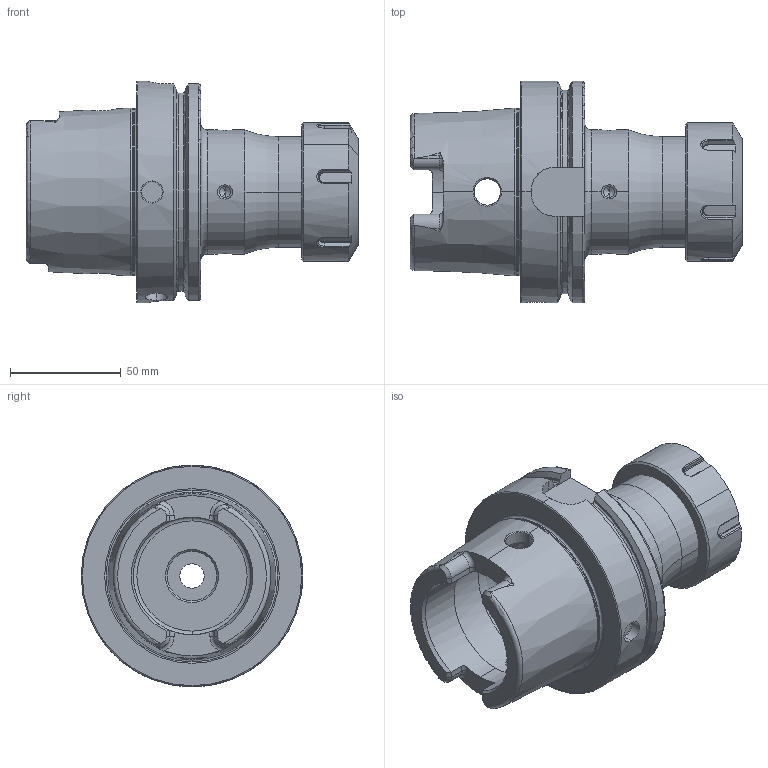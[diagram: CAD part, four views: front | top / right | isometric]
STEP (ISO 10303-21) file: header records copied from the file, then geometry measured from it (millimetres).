
FILE_DESCRIPTION (( 'STEP AP203' ), '1' );
FILE_NAME ('HA0.E40.K01.100.STEP', '2018-02-16T11:32:08', ( 'SWIAdmin' ), ( 'Hewlett-Packard Company' ), 'SwSTEP 2.0', 'SolidWorks 2017', '' );
FILE_SCHEMA (( 'CONFIG_CONTROL_DESIGN' ));
Length unit declared in the file: millimetre
Products named in the file (3): HA0.E40.K01.100; HA0-E40.K01.100_C_Fertigbearbeitung; E40-ER1.001.025
Assembly tree (2 placements, depth 2):
  HA0.E40.K01.100
    HA0-E40.K01.100_C_Fertigbearbeitung
    E40-ER1.001.025
Bounding box: 149.9 x 100 x 100 mm (x, y, z)
Volume: 368737.8 mm3; surface area: 75788 mm2
Topology: 2 solids, 2 shells, 283 faces, 716 edges, 435 vertices
Faces by surface type: plane 93, cylinder 73, cone 72, torus 41, bspline 4
Entity records: 10567 total; most frequent: CARTESIAN_POINT 3666, ORIENTED_EDGE 1416, DIRECTION 1362, EDGE_CURVE 708, AXIS2_PLACEMENT_3D 543, VERTEX_POINT 435, EDGE_LOOP 297, ADVANCED_FACE 283
